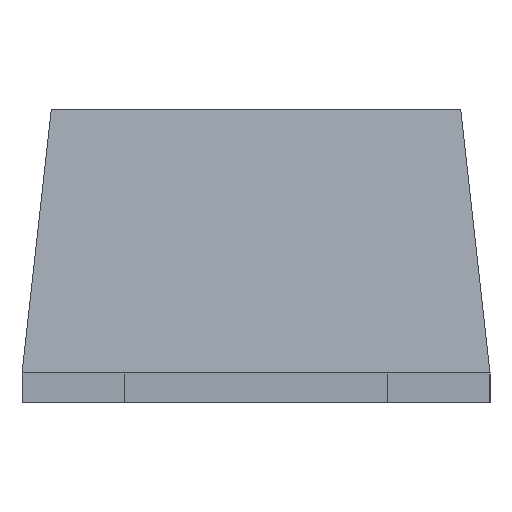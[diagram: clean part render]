
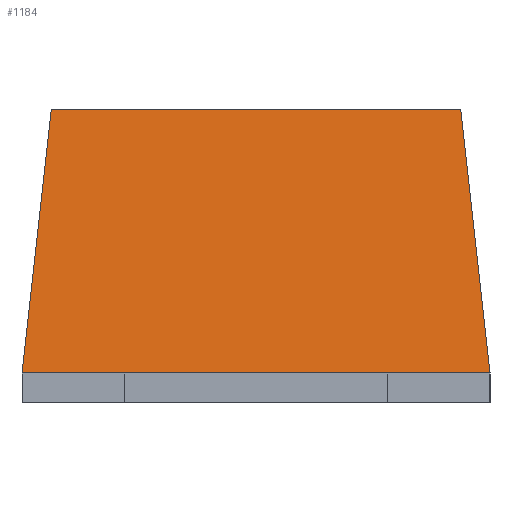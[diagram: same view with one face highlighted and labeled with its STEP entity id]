
A CAD part, left-side view. The second image highlights one B-rep face of the part: STEP entity #1184.
In plain terms, the highlighted planar face has unit normal (-0.994, 0, 0.11).
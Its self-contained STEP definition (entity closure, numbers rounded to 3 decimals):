
#1098=CARTESIAN_POINT('',(-1.2,0.7,1.0));
#1099=VERTEX_POINT('',#1098);
#1106=CARTESIAN_POINT('',(-1.2,-0.7,1.0));
#1107=VERTEX_POINT('',#1106);
#1108=CARTESIAN_POINT('',(-1.2,-0.7,1.0));
#1109=DIRECTION('',(0.0,1.0,0.0));
#1110=VECTOR('',#1109,1.4);
#1111=LINE('',#1108,#1110);
#1112=EDGE_CURVE('',#1107,#1099,#1111,.T.);
#1154=CARTESIAN_POINT('',(-1.25,-0.4,0.55));
#1155=DIRECTION('',(-0.994,0.,0.11));
#1156=DIRECTION('',(0.11,0.0,0.994));
#1157=AXIS2_PLACEMENT_3D('',#1154,#1155,#1156);
#1158=PLANE('',#1157);
#1159=ORIENTED_EDGE('',*,*,#1112,.T.);
#1160=CARTESIAN_POINT('',(-1.3,0.8,0.1));
#1161=VERTEX_POINT('',#1160);
#1162=CARTESIAN_POINT('',(-1.2,0.7,1.0));
#1163=DIRECTION('',(-0.11,0.11,-0.988));
#1164=VECTOR('',#1163,0.911);
#1165=LINE('',#1162,#1164);
#1166=EDGE_CURVE('',#1099,#1161,#1165,.T.);
#1167=ORIENTED_EDGE('',*,*,#1166,.T.);
#1168=CARTESIAN_POINT('',(-1.3,-0.8,0.1));
#1169=VERTEX_POINT('',#1168);
#1170=CARTESIAN_POINT('',(-1.3,-0.8,0.1));
#1171=DIRECTION('',(0.0,1.0,0.0));
#1172=VECTOR('',#1171,1.6);
#1173=LINE('',#1170,#1172);
#1174=EDGE_CURVE('',#1169,#1161,#1173,.T.);
#1175=ORIENTED_EDGE('',*,*,#1174,.F.);
#1176=CARTESIAN_POINT('',(-1.2,-0.7,1.0));
#1177=DIRECTION('',(-0.11,-0.11,-0.988));
#1178=VECTOR('',#1177,0.911);
#1179=LINE('',#1176,#1178);
#1180=EDGE_CURVE('',#1107,#1169,#1179,.T.);
#1181=ORIENTED_EDGE('',*,*,#1180,.F.);
#1182=EDGE_LOOP('',(#1159,#1167,#1175,#1181));
#1183=FACE_OUTER_BOUND('',#1182,.T.);
#1184=ADVANCED_FACE('',(#1183),#1158,.T.);
